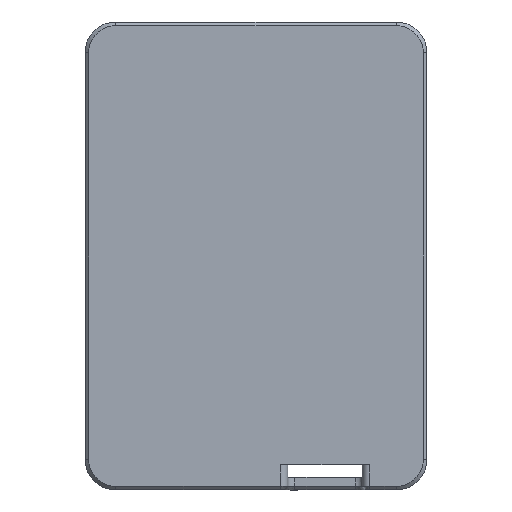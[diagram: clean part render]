
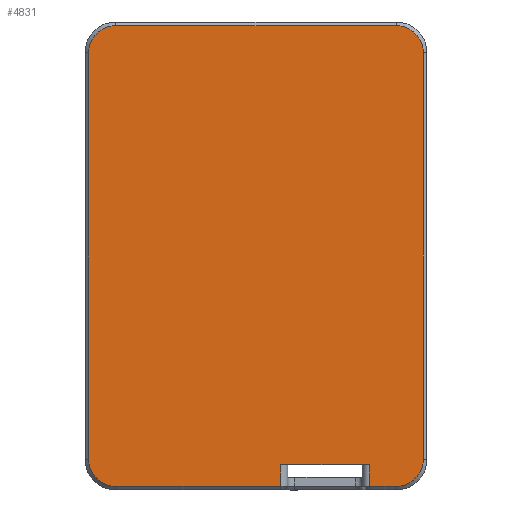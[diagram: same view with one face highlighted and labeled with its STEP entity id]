
A CAD part, front view. The second image highlights one B-rep face of the part: STEP entity #4831.
In plain terms, the highlighted planar face has unit normal (0, -1, 0).
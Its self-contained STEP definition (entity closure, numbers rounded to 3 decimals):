
#3931=CARTESIAN_POINT('Vertex',(-46.5,-2.3,-57.81)) ;
#3934=CARTESIAN_POINT('Line Origine',(-46.5,-2.3,-1.31)) ;
#3938=CARTESIAN_POINT('Vertex',(-46.5,-2.3,55.19)) ;
#3958=CARTESIAN_POINT('Axis2P3D Location',(-39.,-2.3,55.19)) ;
#3962=CARTESIAN_POINT('Vertex',(-39.,-2.3,62.69)) ;
#3982=CARTESIAN_POINT('Line Origine',(0.,-2.3,62.69)) ;
#3986=CARTESIAN_POINT('Vertex',(39.,-2.3,62.69)) ;
#4006=CARTESIAN_POINT('Axis2P3D Location',(39.,-2.3,55.19)) ;
#4010=CARTESIAN_POINT('Vertex',(46.5,-2.3,55.19)) ;
#4030=CARTESIAN_POINT('Line Origine',(46.5,-2.3,-18.56)) ;
#4034=CARTESIAN_POINT('Vertex',(46.5,-2.3,-57.81)) ;
#4054=CARTESIAN_POINT('Axis2P3D Location',(39.,-2.3,-57.81)) ;
#4058=CARTESIAN_POINT('Vertex',(39.,-2.3,-65.31)) ;
#4082=CARTESIAN_POINT('Vertex',(-39.,-2.3,-65.31)) ;
#4085=CARTESIAN_POINT('Axis2P3D Location',(-39.,-2.3,-57.81)) ;
#4744=CARTESIAN_POINT('Line Origine',(19.177,-2.3,-59.31)) ;
#4748=CARTESIAN_POINT('Vertex',(31.527,-2.3,-59.31)) ;
#4750=CARTESIAN_POINT('Vertex',(6.827,-2.3,-59.31)) ;
#4788=CARTESIAN_POINT('Axis2P3D Location',(0.,-2.3,0.)) ;
#4793=CARTESIAN_POINT('Line Origine',(6.827,-2.3,-62.31)) ;
#4797=CARTESIAN_POINT('Vertex',(6.827,-2.3,-65.31)) ;
#4800=CARTESIAN_POINT('Line Origine',(31.527,-2.3,-62.31)) ;
#4804=CARTESIAN_POINT('Vertex',(31.527,-2.3,-65.31)) ;
#4807=CARTESIAN_POINT('Line Origine',(35.264,-2.3,-65.31)) ;
#4812=CARTESIAN_POINT('Line Origine',(-16.087,-2.3,-65.31)) ;
#3935=DIRECTION('Vector Direction',(0.,0.,1.)) ;
#3959=DIRECTION('Axis2P3D Direction',(0.,1.,0.)) ;
#3983=DIRECTION('Vector Direction',(-1.,0.,0.)) ;
#4007=DIRECTION('Axis2P3D Direction',(0.,1.,0.)) ;
#4031=DIRECTION('Vector Direction',(0.,0.,1.)) ;
#4055=DIRECTION('Axis2P3D Direction',(0.,1.,0.)) ;
#4086=DIRECTION('Axis2P3D Direction',(0.,1.,0.)) ;
#4745=DIRECTION('Vector Direction',(-1.,0.,0.)) ;
#4789=DIRECTION('Axis2P3D Direction',(0.,1.,0.)) ;
#4790=DIRECTION('Axis2P3D XDirection',(0.,0.,1.)) ;
#4794=DIRECTION('Vector Direction',(0.,0.,1.)) ;
#4801=DIRECTION('Vector Direction',(0.,0.,1.)) ;
#4808=DIRECTION('Vector Direction',(1.,0.,0.)) ;
#4813=DIRECTION('Vector Direction',(1.,0.,0.)) ;
#3960=AXIS2_PLACEMENT_3D('Circle Axis2P3D',#3958,#3959,$) ;
#4008=AXIS2_PLACEMENT_3D('Circle Axis2P3D',#4006,#4007,$) ;
#4056=AXIS2_PLACEMENT_3D('Circle Axis2P3D',#4054,#4055,$) ;
#4087=AXIS2_PLACEMENT_3D('Circle Axis2P3D',#4085,#4086,$) ;
#4791=AXIS2_PLACEMENT_3D('Plane Axis2P3D',#4788,#4789,#4790) ;
#4818=ORIENTED_EDGE('',*,*,#4799,.T.) ;
#4819=ORIENTED_EDGE('',*,*,#4752,.F.) ;
#4820=ORIENTED_EDGE('',*,*,#4806,.F.) ;
#4821=ORIENTED_EDGE('',*,*,#4811,.F.) ;
#4822=ORIENTED_EDGE('',*,*,#4060,.F.) ;
#4823=ORIENTED_EDGE('',*,*,#4036,.F.) ;
#4824=ORIENTED_EDGE('',*,*,#4012,.F.) ;
#4825=ORIENTED_EDGE('',*,*,#3988,.F.) ;
#4826=ORIENTED_EDGE('',*,*,#3964,.F.) ;
#4827=ORIENTED_EDGE('',*,*,#3940,.F.) ;
#4828=ORIENTED_EDGE('',*,*,#4089,.F.) ;
#4829=ORIENTED_EDGE('',*,*,#4816,.F.) ;
#3936=VECTOR('Line Direction',#3935,1.) ;
#3984=VECTOR('Line Direction',#3983,1.) ;
#4032=VECTOR('Line Direction',#4031,1.) ;
#4746=VECTOR('Line Direction',#4745,1.) ;
#4795=VECTOR('Line Direction',#4794,1.) ;
#4802=VECTOR('Line Direction',#4801,1.) ;
#4809=VECTOR('Line Direction',#4808,1.) ;
#4814=VECTOR('Line Direction',#4813,1.) ;
#4831=ADVANCED_FACE('\X2\5B9E4F53\X0\1',(#4830),#4792,.F.) ;
#3961=CIRCLE('generated circle',#3960,7.5) ;
#4009=CIRCLE('generated circle',#4008,7.5) ;
#4057=CIRCLE('generated circle',#4056,7.5) ;
#4088=CIRCLE('generated circle',#4087,7.5) ;
#3940=EDGE_CURVE('',#3932,#3939,#3937,.T.) ;
#3964=EDGE_CURVE('',#3939,#3963,#3961,.T.) ;
#3988=EDGE_CURVE('',#3963,#3987,#3985,.F.) ;
#4012=EDGE_CURVE('',#3987,#4011,#4009,.T.) ;
#4036=EDGE_CURVE('',#4011,#4035,#4033,.F.) ;
#4060=EDGE_CURVE('',#4035,#4059,#4057,.T.) ;
#4089=EDGE_CURVE('',#4083,#3932,#4088,.T.) ;
#4752=EDGE_CURVE('',#4749,#4751,#4747,.T.) ;
#4799=EDGE_CURVE('',#4798,#4751,#4796,.T.) ;
#4806=EDGE_CURVE('',#4805,#4749,#4803,.T.) ;
#4811=EDGE_CURVE('',#4059,#4805,#4810,.F.) ;
#4816=EDGE_CURVE('',#4798,#4083,#4815,.F.) ;
#4817=EDGE_LOOP('',(#4818,#4819,#4820,#4821,#4822,#4823,#4824,#4825,#4826,#4827,#4828,#4829)) ;
#4830=FACE_OUTER_BOUND('',#4817,.T.) ;
#3937=LINE('Line',#3934,#3936) ;
#3985=LINE('Line',#3982,#3984) ;
#4033=LINE('Line',#4030,#4032) ;
#4747=LINE('Line',#4744,#4746) ;
#4796=LINE('Line',#4793,#4795) ;
#4803=LINE('Line',#4800,#4802) ;
#4810=LINE('Line',#4807,#4809) ;
#4815=LINE('Line',#4812,#4814) ;
#4792=PLANE('Plane',#4791) ;
#3932=VERTEX_POINT('',#3931) ;
#3939=VERTEX_POINT('',#3938) ;
#3963=VERTEX_POINT('',#3962) ;
#3987=VERTEX_POINT('',#3986) ;
#4011=VERTEX_POINT('',#4010) ;
#4035=VERTEX_POINT('',#4034) ;
#4059=VERTEX_POINT('',#4058) ;
#4083=VERTEX_POINT('',#4082) ;
#4749=VERTEX_POINT('',#4748) ;
#4751=VERTEX_POINT('',#4750) ;
#4798=VERTEX_POINT('',#4797) ;
#4805=VERTEX_POINT('',#4804) ;
